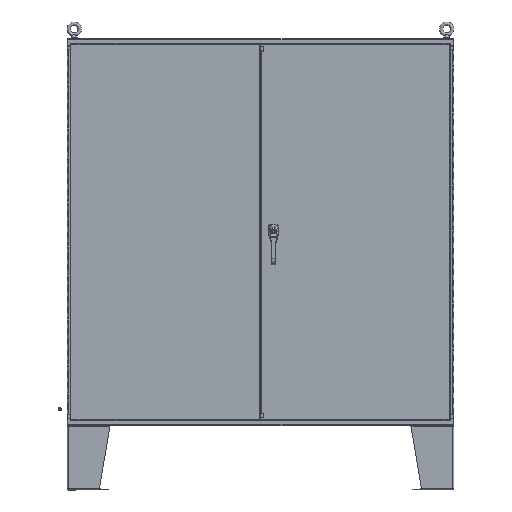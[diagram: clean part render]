
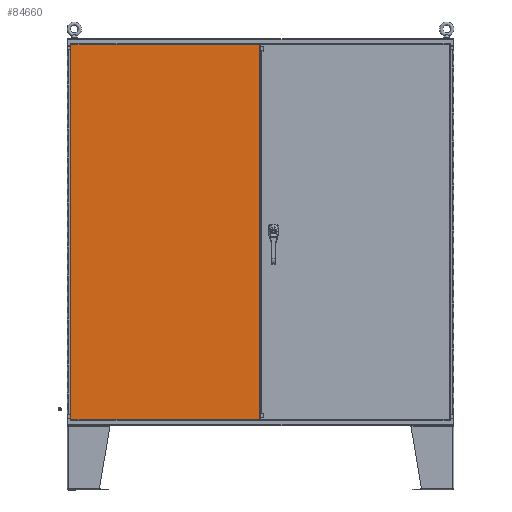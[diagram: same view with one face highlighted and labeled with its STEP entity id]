
A CAD part, top view. The second image highlights one B-rep face of the part: STEP entity #84660.
In plain terms, the highlighted planar face has unit normal (0, 0, 1).
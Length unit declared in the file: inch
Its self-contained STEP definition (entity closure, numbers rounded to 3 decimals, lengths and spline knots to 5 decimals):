
#307 = VECTOR ( 'NONE', #77703, 39.37008 ) ;
#702 = VERTEX_POINT ( 'NONE', #99111 ) ;
#1129 = ORIENTED_EDGE ( 'NONE', *, *, #72115, .F. ) ;
#2569 = VECTOR ( 'NONE', #111926, 39.37008 ) ;
#3644 = CARTESIAN_POINT ( 'NONE',  ( 35.74002, 1.84355, 13.16033 ) ) ;
#4377 = VECTOR ( 'NONE', #8518, 39.37008 ) ;
#7317 = CARTESIAN_POINT ( 'NONE',  ( 18.14647, 35.9688, 13.16033 ) ) ;
#8518 = DIRECTION ( 'NONE',  ( -1., 0., 0. ) ) ;
#9078 = DIRECTION ( 'NONE',  ( -1., 0., 0. ) ) ;
#9308 = VERTEX_POINT ( 'NONE', #19304 ) ;
#9331 = ORIENTED_EDGE ( 'NONE', *, *, #29337, .F. ) ;
#9781 = EDGE_CURVE ( 'NONE', #46111, #36046, #115936, .T. ) ;
#11569 = CARTESIAN_POINT ( 'NONE',  ( 35.77147, 70.9376, 13.16033 ) ) ;
#15154 = ORIENTED_EDGE ( 'NONE', *, *, #9781, .F. ) ;
#16569 = VERTEX_POINT ( 'NONE', #91084 ) ;
#17005 = EDGE_CURVE ( 'NONE', #91403, #129121, #73011, .T. ) ;
#17372 = DIRECTION ( 'NONE',  ( 0., 1., 0. ) ) ;
#19304 = CARTESIAN_POINT ( 'NONE',  ( 35.77147, 70.09405, 13.16033 ) ) ;
#19676 = CARTESIAN_POINT ( 'NONE',  ( 35.74002, 1.84375, 13.16033 ) ) ;
#20651 = DIRECTION ( 'NONE',  ( -1., 0., 0. ) ) ;
#21788 = AXIS2_PLACEMENT_3D ( 'NONE', #7317, #91519, #72659 ) ;
#22592 = LINE ( 'NONE', #95405, #72111 ) ;
#23184 = EDGE_CURVE ( 'NONE', #77146, #112829, #103100, .T. ) ;
#26841 = EDGE_CURVE ( 'NONE', #36046, #92598, #22592, .T. ) ;
#27346 = CARTESIAN_POINT ( 'NONE',  ( 35.77147, 0.87505, 13.16033 ) ) ;
#29337 = EDGE_CURVE ( 'NONE', #112829, #46111, #47182, .T. ) ;
#30571 = LINE ( 'NONE', #47091, #2569 ) ;
#32780 = DIRECTION ( 'NONE',  ( 1., 0., 0. ) ) ;
#33483 = ORIENTED_EDGE ( 'NONE', *, *, #68039, .T. ) ;
#36046 = VERTEX_POINT ( 'NONE', #112399 ) ;
#37994 = EDGE_CURVE ( 'NONE', #92598, #9308, #105604, .T. ) ;
#38431 = VERTEX_POINT ( 'NONE', #58956 ) ;
#41091 = VERTEX_POINT ( 'NONE', #75360 ) ;
#43105 = ORIENTED_EDGE ( 'NONE', *, *, #17005, .T. ) ;
#44376 = CARTESIAN_POINT ( 'NONE',  ( 35.74022, 1.84375, 13.16033 ) ) ;
#46111 = VERTEX_POINT ( 'NONE', #57985 ) ;
#47091 = CARTESIAN_POINT ( 'NONE',  ( 18.14647, 1.84355, 13.16033 ) ) ;
#47182 = LINE ( 'NONE', #101481, #4377 ) ;
#50085 = EDGE_CURVE ( 'NONE', #41091, #702, #58326, .T. ) ;
#53681 = VECTOR ( 'NONE', #112921, 39.37008 ) ;
#56307 = FACE_OUTER_BOUND ( 'NONE', #93799, .T. ) ;
#56951 = CARTESIAN_POINT ( 'NONE',  ( 35.77147, 0.87505, 13.16033 ) ) ;
#57985 = CARTESIAN_POINT ( 'NONE',  ( 0.64642, 1., 13.16033 ) ) ;
#58326 = LINE ( 'NONE', #94377, #83106 ) ;
#58956 = CARTESIAN_POINT ( 'NONE',  ( 35.74002, 70.09405, 13.16033 ) ) ;
#59762 = PLANE ( 'NONE',  #21788 ) ;
#62711 = DIRECTION ( 'NONE',  ( 0., 1., 0. ) ) ;
#63957 = DIRECTION ( 'NONE',  ( 0., -1., 0. ) ) ;
#67192 = DIRECTION ( 'NONE',  ( 0., 1., 0. ) ) ;
#67272 = ORIENTED_EDGE ( 'NONE', *, *, #50085, .T. ) ;
#68039 = EDGE_CURVE ( 'NONE', #16569, #91403, #135334, .T. ) ;
#70280 = EDGE_CURVE ( 'NONE', #16569, #77146, #30571, .T. ) ;
#72111 = VECTOR ( 'NONE', #32780, 39.37008 ) ;
#72115 = EDGE_CURVE ( 'NONE', #9308, #38431, #134453, .T. ) ;
#72659 = DIRECTION ( 'NONE',  ( 1., 0., 0. ) ) ;
#73011 = LINE ( 'NONE', #135047, #89498 ) ;
#74574 = ORIENTED_EDGE ( 'NONE', *, *, #77726, .F. ) ;
#75360 = CARTESIAN_POINT ( 'NONE',  ( 35.74022, 70.09385, 13.16033 ) ) ;
#77146 = VERTEX_POINT ( 'NONE', #104119 ) ;
#77703 = DIRECTION ( 'NONE',  ( 0., -1., 0. ) ) ;
#77726 = EDGE_CURVE ( 'NONE', #41091, #129121, #110357, .T. ) ;
#81633 = ORIENTED_EDGE ( 'NONE', *, *, #70280, .F. ) ;
#82500 = VECTOR ( 'NONE', #63957, 39.37008 ) ;
#83057 = ORIENTED_EDGE ( 'NONE', *, *, #26841, .F. ) ;
#83106 = VECTOR ( 'NONE', #20651, 39.37008 ) ;
#84660 = ADVANCED_FACE ( 'NONE', ( #56307 ), #59762, .F. ) ;
#84730 = CARTESIAN_POINT ( 'NONE',  ( 35.74022, 35.9688, 13.16033 ) ) ;
#86813 = VECTOR ( 'NONE', #9078, 39.37008 ) ;
#87008 = LINE ( 'NONE', #105008, #123053 ) ;
#88039 = VECTOR ( 'NONE', #17372, 39.37008 ) ;
#89498 = VECTOR ( 'NONE', #123591, 39.37008 ) ;
#90976 = VECTOR ( 'NONE', #67192, 39.37008 ) ;
#91084 = CARTESIAN_POINT ( 'NONE',  ( 35.74002, 1.84355, 13.16033 ) ) ;
#91403 = VERTEX_POINT ( 'NONE', #19676 ) ;
#91519 = DIRECTION ( 'NONE',  ( 0., 0., -1. ) ) ;
#92598 = VERTEX_POINT ( 'NONE', #11569 ) ;
#93799 = EDGE_LOOP ( 'NONE', ( #33483, #43105, #74574, #67272, #94995, #1129, #128301, #83057, #15154, #9331, #114888, #81633 ) ) ;
#94377 = CARTESIAN_POINT ( 'NONE',  ( 35.77147, 70.09385, 13.16033 ) ) ;
#94995 = ORIENTED_EDGE ( 'NONE', *, *, #116547, .T. ) ;
#95405 = CARTESIAN_POINT ( 'NONE',  ( 18.14647, 70.9376, 13.16033 ) ) ;
#99111 = CARTESIAN_POINT ( 'NONE',  ( 35.74002, 70.09385, 13.16033 ) ) ;
#101481 = CARTESIAN_POINT ( 'NONE',  ( 18.14647, 1., 13.16033 ) ) ;
#103100 = LINE ( 'NONE', #27346, #53681 ) ;
#104099 = CARTESIAN_POINT ( 'NONE',  ( 35.77147, 1., 13.16033 ) ) ;
#104119 = CARTESIAN_POINT ( 'NONE',  ( 35.77147, 1.84355, 13.16033 ) ) ;
#105008 = CARTESIAN_POINT ( 'NONE',  ( 35.74002, 70.09385, 13.16033 ) ) ;
#105604 = LINE ( 'NONE', #56951, #307 ) ;
#110357 = LINE ( 'NONE', #84730, #82500 ) ;
#111926 = DIRECTION ( 'NONE',  ( 1., 0., 0. ) ) ;
#112399 = CARTESIAN_POINT ( 'NONE',  ( 0.64642, 70.9376, 13.16033 ) ) ;
#112829 = VERTEX_POINT ( 'NONE', #104099 ) ;
#112921 = DIRECTION ( 'NONE',  ( 0., -1., 0. ) ) ;
#114888 = ORIENTED_EDGE ( 'NONE', *, *, #23184, .F. ) ;
#115936 = LINE ( 'NONE', #134167, #88039 ) ;
#116547 = EDGE_CURVE ( 'NONE', #702, #38431, #87008, .T. ) ;
#123053 = VECTOR ( 'NONE', #62711, 39.37008 ) ;
#123591 = DIRECTION ( 'NONE',  ( 1., 0., 0. ) ) ;
#128301 = ORIENTED_EDGE ( 'NONE', *, *, #37994, .F. ) ;
#129121 = VERTEX_POINT ( 'NONE', #44376 ) ;
#134167 = CARTESIAN_POINT ( 'NONE',  ( 0.64642, 35.9688, 13.16033 ) ) ;
#134453 = LINE ( 'NONE', #135031, #86813 ) ;
#135031 = CARTESIAN_POINT ( 'NONE',  ( 18.14647, 70.09405, 13.16033 ) ) ;
#135047 = CARTESIAN_POINT ( 'NONE',  ( 35.74002, 1.84375, 13.16033 ) ) ;
#135334 = LINE ( 'NONE', #3644, #90976 ) ;
